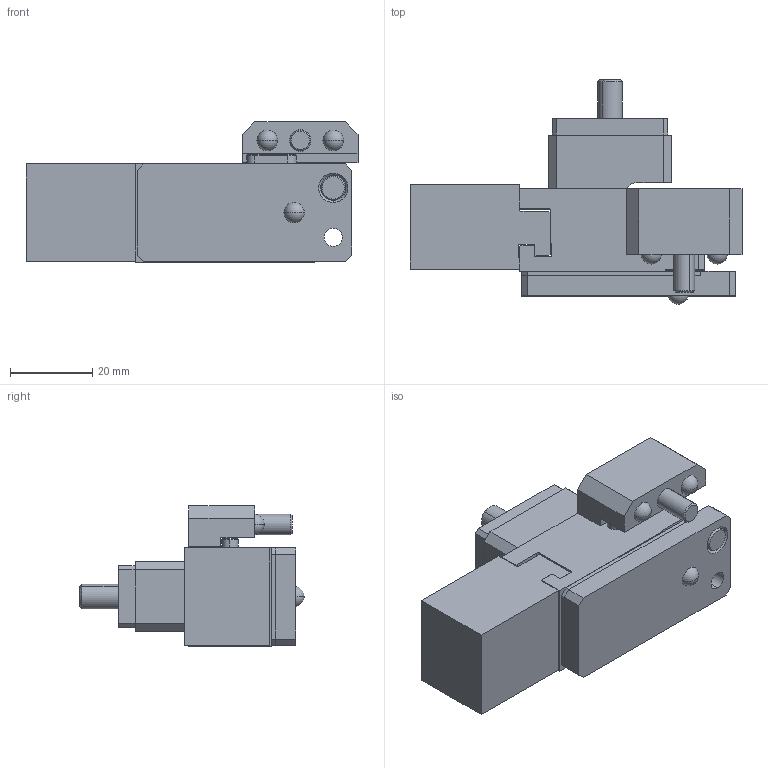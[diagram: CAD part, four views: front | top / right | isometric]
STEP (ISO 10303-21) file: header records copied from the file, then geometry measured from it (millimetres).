
FILE_DESCRIPTION (( 'STEP AP214' ), '1' );
FILE_NAME ('MS242608.STEP', '2022-10-20T15:20:48', ( '' ), ( '' ), 'SwSTEP 2.0', 'SolidWorks 2021', '' );
FILE_SCHEMA (( 'AUTOMOTIVE_DESIGN' ));
Length unit declared in the file: millimetre
Products named in the file (18): MS242608; 9MS242608-D1; Iman D6x5; 9MS242608-T; 9MS242608-C; Chaveta_4x12; 9MS182006-S; 9MS242608-E; 9CS000000-G; Iman D12x4; torica_3x1i5; Iman D14x4; 9MS242608-A; 9MS242608-D2; 9MS242608-B; Iman D4x2; Bola_5; 9MS182006-F1
Assembly tree (21 placements, depth 2):
  MS242608
    9MS242608-A
    9MS242608-B
    9MS242608-D1
    9MS242608-D2
    Bola_5  x3
    Iman D14x4
    Iman D4x2  x3
    Iman D6x5
    9MS242608-C
    9MS242608-E
    9MS242608-T
    9MS182006-F1
    9MS182006-S
    9CS000000-G
    Chaveta_4x12
    Iman D12x4
    torica_3x1i5
Bounding box: 80.5 x 54.4 x 34 mm (x, y, z)
Volume: 52102.7 mm3; surface area: 26892.5 mm2
Topology: 21 solids, 21 shells, 715 faces, 1828 edges, 1182 vertices
Faces by surface type: plane 376, bspline 142, cylinder 101, torus 58, cone 32, sphere 6
Entity records: 32145 total; most frequent: CARTESIAN_POINT 11384, ORIENTED_EDGE 3550, DIRECTION 2927, EDGE_CURVE 1775, VERTEX_POINT 1153, VECTOR 1147, LINE 1147, AXIS2_PLACEMENT_3D 890
